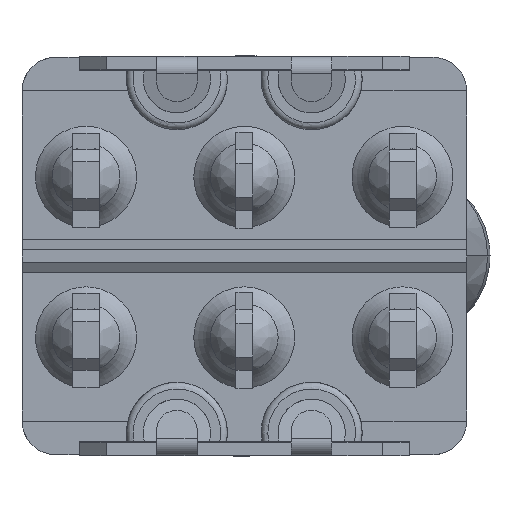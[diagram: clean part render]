
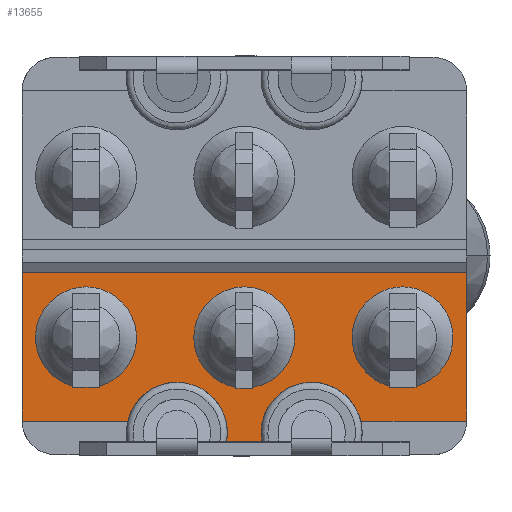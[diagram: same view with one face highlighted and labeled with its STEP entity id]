
A CAD part, front view. The second image highlights one B-rep face of the part: STEP entity #13655.
In plain terms, the highlighted planar face has unit normal (0, -1, 0).
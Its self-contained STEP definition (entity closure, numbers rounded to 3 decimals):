
#2685=DIRECTION('',(0.,0.,-1.));
#2686=VECTOR('',#2685,4.4);
#2687=CARTESIAN_POINT('',(6.6,0.35,-0.5));
#2688=LINE('',#2687,#2686);
#2689=CARTESIAN_POINT('',(2.,0.35,-5.25));
#2690=DIRECTION('',(0.,-1.,0.));
#2691=DIRECTION('',(0.972,0.,0.233));
#2692=AXIS2_PLACEMENT_3D('',#2689,#2690,#2691);
#2694=CARTESIAN_POINT('',(2.,0.35,-5.25));
#2695=DIRECTION('',(0.,-1.,0.));
#2696=DIRECTION('',(0.,0.,1.));
#2697=AXIS2_PLACEMENT_3D('',#2694,#2695,#2696);
#2699=DIRECTION('',(-1.,0.,0.));
#2700=VECTOR('',#2699,1.042);
#2701=CARTESIAN_POINT('',(0.521,0.35,-5.5));
#2702=LINE('',#2701,#2700);
#2703=CARTESIAN_POINT('',(-2.,0.35,-5.25));
#2704=DIRECTION('',(0.,-1.,0.));
#2705=DIRECTION('',(0.986,0.,-0.167));
#2706=AXIS2_PLACEMENT_3D('',#2703,#2704,#2705);
#2708=CARTESIAN_POINT('',(-2.,0.35,-5.25));
#2709=DIRECTION('',(0.,-1.,0.));
#2710=DIRECTION('',(0.,0.,1.));
#2711=AXIS2_PLACEMENT_3D('',#2708,#2709,#2710);
#2713=DIRECTION('',(-1.,0.,0.));
#2714=VECTOR('',#2713,3.141);
#2715=CARTESIAN_POINT('',(-3.459,0.35,-4.9));
#2716=LINE('',#2715,#2714);
#2717=DIRECTION('',(0.,0.,1.));
#2718=VECTOR('',#2717,4.4);
#2719=CARTESIAN_POINT('',(-6.6,0.35,-4.9));
#2720=LINE('',#2719,#2718);
#2721=DIRECTION('',(-1.,0.,0.));
#2722=VECTOR('',#2721,13.2);
#2723=CARTESIAN_POINT('',(6.6,0.35,-0.5));
#2724=LINE('',#2723,#2722);
#3635=DIRECTION('',(1.,0.,0.));
#3636=VECTOR('',#3635,3.141);
#3637=CARTESIAN_POINT('',(3.459,0.35,-4.9));
#3638=LINE('',#3637,#3636);
#7648=CARTESIAN_POINT('',(-0.521,0.35,-5.5));
#7649=VERTEX_POINT('',#7648);
#7650=CARTESIAN_POINT('',(0.521,0.35,-5.5));
#7651=VERTEX_POINT('',#7650);
#7835=CARTESIAN_POINT('',(6.6,0.35,-0.5));
#7836=CARTESIAN_POINT('',(6.6,0.35,-4.9));
#7837=VERTEX_POINT('',#7835);
#7838=VERTEX_POINT('',#7836);
#7849=CARTESIAN_POINT('',(-6.6,0.35,-0.5));
#7850=VERTEX_POINT('',#7849);
#7851=CARTESIAN_POINT('',(3.459,0.35,-4.9));
#7852=VERTEX_POINT('',#7851);
#7853=CARTESIAN_POINT('',(2.,0.35,-3.75));
#7854=VERTEX_POINT('',#7853);
#7855=CARTESIAN_POINT('',(-2.,0.35,-3.75));
#7856=CARTESIAN_POINT('',(-3.459,0.35,-4.9));
#7857=VERTEX_POINT('',#7855);
#7858=VERTEX_POINT('',#7856);
#7859=CARTESIAN_POINT('',(-6.6,0.35,-4.9));
#7860=VERTEX_POINT('',#7859);
#13630=CARTESIAN_POINT('',(0.,0.35,-2.5));
#13631=DIRECTION('',(0.,-1.,0.));
#13632=DIRECTION('',(0.,0.,-1.));
#13633=AXIS2_PLACEMENT_3D('',#13630,#13631,#13632);
#13634=PLANE('',#13633);
#13636=ORIENTED_EDGE('',*,*,#13635,.F.);
#13637=ORIENTED_EDGE('',*,*,#13609,.T.);
#13639=ORIENTED_EDGE('',*,*,#13638,.F.);
#13641=ORIENTED_EDGE('',*,*,#13640,.T.);
#13643=ORIENTED_EDGE('',*,*,#13642,.T.);
#13644=ORIENTED_EDGE('',*,*,#13166,.T.);
#13646=ORIENTED_EDGE('',*,*,#13645,.T.);
#13648=ORIENTED_EDGE('',*,*,#13647,.T.);
#13650=ORIENTED_EDGE('',*,*,#13649,.T.);
#13652=ORIENTED_EDGE('',*,*,#13651,.T.);
#13653=EDGE_LOOP('',(#13636,#13637,#13639,#13641,#13643,#13644,#13646,#13648,
#13650,#13652));
#13654=FACE_OUTER_BOUND('',#13653,.F.);
#13655=ADVANCED_FACE('',(#13654),#13634,.T.);
#2693=CIRCLE('',#2692,1.5);
#2698=CIRCLE('',#2697,1.5);
#2707=CIRCLE('',#2706,1.5);
#2712=CIRCLE('',#2711,1.5);
#13166=EDGE_CURVE('',#7651,#7649,#2702,.T.);
#13609=EDGE_CURVE('',#7837,#7838,#2688,.T.);
#13635=EDGE_CURVE('',#7837,#7850,#2724,.T.);
#13638=EDGE_CURVE('',#7852,#7838,#3638,.T.);
#13640=EDGE_CURVE('',#7852,#7854,#2693,.T.);
#13642=EDGE_CURVE('',#7854,#7651,#2698,.T.);
#13645=EDGE_CURVE('',#7649,#7857,#2707,.T.);
#13647=EDGE_CURVE('',#7857,#7858,#2712,.T.);
#13649=EDGE_CURVE('',#7858,#7860,#2716,.T.);
#13651=EDGE_CURVE('',#7860,#7850,#2720,.T.);
